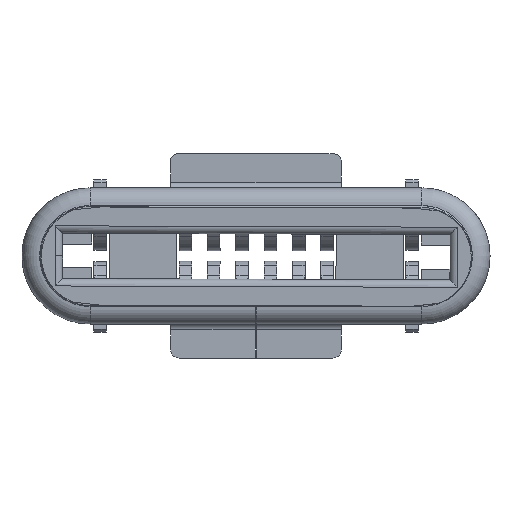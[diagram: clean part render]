
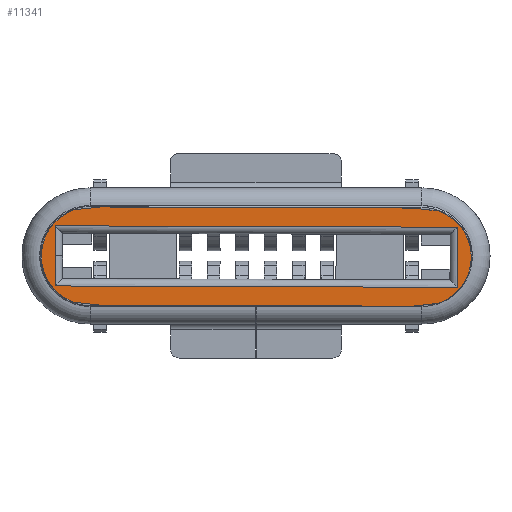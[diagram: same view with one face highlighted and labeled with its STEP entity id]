
A CAD part, front view. The second image highlights one B-rep face of the part: STEP entity #11341.
In plain terms, the highlighted face is planar.
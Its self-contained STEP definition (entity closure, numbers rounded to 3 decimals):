
#496=PLANE('',#12309);
#1281=LINE('',#18210,#2469);
#1283=LINE('',#18219,#2471);
#1286=LINE('',#18227,#2474);
#1287=LINE('',#18234,#2475);
#1424=LINE('',#18551,#2612);
#1425=LINE('',#18555,#2613);
#1426=LINE('',#18556,#2614);
#1427=LINE('',#18559,#2615);
#1428=LINE('',#18561,#2616);
#1429=LINE('',#18563,#2617);
#1430=LINE('',#18565,#2618);
#2469=VECTOR('',#14316,1000.);
#2471=VECTOR('',#14320,1000.);
#2474=VECTOR('',#14329,1000.);
#2475=VECTOR('',#14332,1000.);
#2612=VECTOR('',#14611,1000.);
#2613=VECTOR('',#14614,1000.);
#2614=VECTOR('',#14615,1000.);
#2615=VECTOR('',#14616,1000.);
#2616=VECTOR('',#14617,1000.);
#2617=VECTOR('',#14618,1000.);
#2618=VECTOR('',#14619,1000.);
#5074=ORIENTED_EDGE('',*,*,#7483,.T.);
#5075=ORIENTED_EDGE('',*,*,#7640,.T.);
#5076=ORIENTED_EDGE('',*,*,#7641,.F.);
#5077=ORIENTED_EDGE('',*,*,#7642,.T.);
#5078=ORIENTED_EDGE('',*,*,#7474,.T.);
#5079=ORIENTED_EDGE('',*,*,#7477,.T.);
#5080=ORIENTED_EDGE('',*,*,#7479,.F.);
#5081=ORIENTED_EDGE('',*,*,#7481,.T.);
#5082=ORIENTED_EDGE('',*,*,#7643,.T.);
#5083=ORIENTED_EDGE('',*,*,#7644,.T.);
#5084=ORIENTED_EDGE('',*,*,#7645,.T.);
#5085=ORIENTED_EDGE('',*,*,#7646,.F.);
#5086=ORIENTED_EDGE('',*,*,#7647,.T.);
#7474=EDGE_CURVE('',#8907,#8906,#1281,.T.);
#7477=EDGE_CURVE('',#8906,#8908,#1283,.T.);
#7479=EDGE_CURVE('',#8909,#8908,#9562,.T.);
#7481=EDGE_CURVE('',#8909,#8910,#1286,.T.);
#7483=EDGE_CURVE('',#8910,#8911,#1287,.T.);
#7640=EDGE_CURVE('',#8911,#9021,#1424,.T.);
#7641=EDGE_CURVE('',#9022,#9021,#9579,.T.);
#7642=EDGE_CURVE('',#9022,#8907,#1425,.T.);
#7643=EDGE_CURVE('',#9023,#9024,#1426,.T.);
#7644=EDGE_CURVE('',#9024,#9025,#1427,.T.);
#7645=EDGE_CURVE('',#9025,#9026,#1428,.T.);
#7646=EDGE_CURVE('',#9027,#9026,#1429,.T.);
#7647=EDGE_CURVE('',#9027,#9023,#1430,.T.);
#8906=VERTEX_POINT('',#18209);
#8907=VERTEX_POINT('',#18211);
#8908=VERTEX_POINT('',#18218);
#8909=VERTEX_POINT('',#18222);
#8910=VERTEX_POINT('',#18226);
#8911=VERTEX_POINT('',#18233);
#9021=VERTEX_POINT('',#18552);
#9022=VERTEX_POINT('',#18554);
#9023=VERTEX_POINT('',#18557);
#9024=VERTEX_POINT('',#18558);
#9025=VERTEX_POINT('',#18560);
#9026=VERTEX_POINT('',#18562);
#9027=VERTEX_POINT('',#18564);
#9562=CIRCLE('',#12236,0.865);
#9579=CIRCLE('',#12310,0.865);
#10003=EDGE_LOOP('',(#5074,#5075,#5076,#5077,#5078,#5079,#5080,#5081));
#10004=EDGE_LOOP('',(#5082,#5083,#5084,#5085,#5086));
#10593=FACE_BOUND('',#10003,.T.);
#10594=FACE_BOUND('',#10004,.T.);
#11341=ADVANCED_FACE('',(#10593,#10594),#496,.T.);
#12236=AXIS2_PLACEMENT_3D('',#18223,#14324,#14325);
#12309=AXIS2_PLACEMENT_3D('',#18550,#14609,#14610);
#12310=AXIS2_PLACEMENT_3D('',#18553,#14612,#14613);
#14316=DIRECTION('',(-1.,0.,0.));
#14320=DIRECTION('',(-0.994,0.,0.11));
#14324=DIRECTION('',(0.,-1.,0.));
#14325=DIRECTION('',(0.,0.,-1.));
#14329=DIRECTION('',(0.994,0.,0.11));
#14332=DIRECTION('',(1.,0.,0.));
#14609=DIRECTION('',(0.,1.,0.));
#14610=DIRECTION('',(1.,0.,0.));
#14611=DIRECTION('',(0.994,0.,-0.11));
#14612=DIRECTION('',(0.,-1.,0.));
#14613=DIRECTION('',(0.,0.,-1.));
#14614=DIRECTION('',(-0.994,0.,-0.11));
#14615=DIRECTION('',(1.,0.,0.));
#14616=DIRECTION('',(0.,0.,1.));
#14617=DIRECTION('',(0.,0.,1.));
#14618=DIRECTION('',(1.,0.,0.));
#14619=DIRECTION('',(0.,0.,-1.));
#18209=CARTESIAN_POINT('',(1.072,-15.82,-0.937));
#18210=CARTESIAN_POINT('',(-0.117,-15.82,-0.937));
#18211=CARTESIAN_POINT('',(6.578,-15.82,-0.937));
#18218=CARTESIAN_POINT('',(0.606,-15.82,-0.885));
#18219=CARTESIAN_POINT('',(-0.295,-15.82,-0.786));
#18222=CARTESIAN_POINT('',(0.606,-15.82,0.742));
#18223=CARTESIAN_POINT('',(0.9,-15.82,-0.072));
#18226=CARTESIAN_POINT('',(1.072,-15.82,0.793));
#18227=CARTESIAN_POINT('',(1.083,-15.82,0.794));
#18233=CARTESIAN_POINT('',(6.578,-15.82,0.793));
#18234=CARTESIAN_POINT('',(6.688,-15.82,0.793));
#18550=CARTESIAN_POINT('',(-0.117,-15.82,0.828));
#18551=CARTESIAN_POINT('',(7.055,-15.82,0.74));
#18552=CARTESIAN_POINT('',(7.044,-15.82,0.742));
#18553=CARTESIAN_POINT('',(6.75,-15.82,-0.072));
#18554=CARTESIAN_POINT('',(7.044,-15.82,-0.885));
#18555=CARTESIAN_POINT('',(0.157,-15.82,-1.647));
#18556=CARTESIAN_POINT('',(-0.117,-15.82,-0.602));
#18557=CARTESIAN_POINT('',(0.28,-15.82,-0.602));
#18558=CARTESIAN_POINT('',(7.37,-15.82,-0.602));
#18559=CARTESIAN_POINT('',(7.37,-15.82,-0.602));
#18560=CARTESIAN_POINT('',(7.37,-15.82,-0.072));
#18561=CARTESIAN_POINT('',(7.37,-15.82,-0.072));
#18562=CARTESIAN_POINT('',(7.37,-15.82,0.458));
#18563=CARTESIAN_POINT('',(-0.117,-15.82,0.458));
#18564=CARTESIAN_POINT('',(0.28,-15.82,0.458));
#18565=CARTESIAN_POINT('',(0.28,-15.82,0.828));
